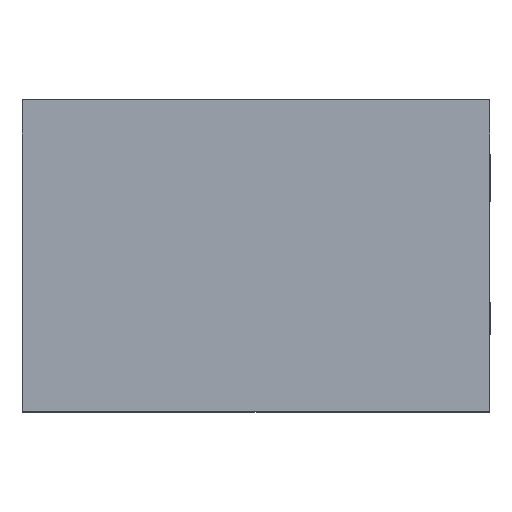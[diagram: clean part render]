
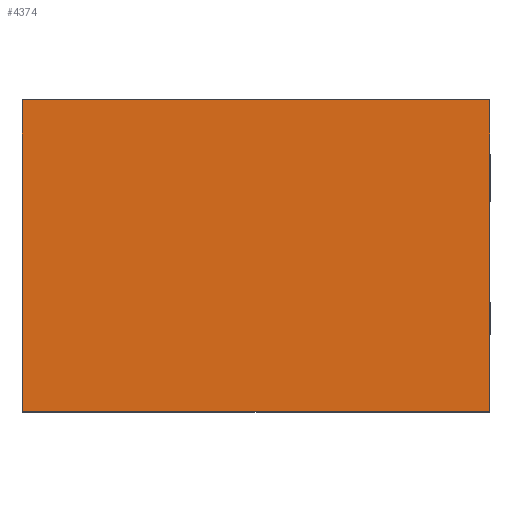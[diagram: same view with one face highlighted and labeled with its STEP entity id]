
A CAD part, top view. The second image highlights one B-rep face of the part: STEP entity #4374.
In plain terms, the highlighted planar face has unit normal (0, 0, 1).
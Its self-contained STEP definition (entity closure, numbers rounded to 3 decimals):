
#800=ORIENTED_EDGE('',*,*,#1759,.T.);
#801=ORIENTED_EDGE('',*,*,#1743,.T.);
#802=ORIENTED_EDGE('',*,*,#1760,.T.);
#803=ORIENTED_EDGE('',*,*,#1747,.T.);
#1743=EDGE_CURVE('',#2289,#2288,#2773,.T.);
#1747=EDGE_CURVE('',#2293,#2292,#2777,.T.);
#1759=EDGE_CURVE('',#2292,#2289,#2789,.T.);
#1760=EDGE_CURVE('',#2288,#2293,#2790,.T.);
#2288=VERTEX_POINT('',#7446);
#2289=VERTEX_POINT('',#7448);
#2292=VERTEX_POINT('',#7455);
#2293=VERTEX_POINT('',#7457);
#2773=LINE('',#7447,#3335);
#2777=LINE('',#7456,#3339);
#2789=LINE('',#7473,#3351);
#2790=LINE('',#7475,#3352);
#3335=VECTOR('',#6199,1000.);
#3339=VECTOR('',#6205,1000.);
#3351=VECTOR('',#6225,1000.);
#3352=VECTOR('',#6228,1000.);
#3738=EDGE_LOOP('',(#800,#801,#802,#803));
#3966=FACE_BOUND('',#3738,.T.);
#4170=PLANE('',#5488);
#4374=ADVANCED_FACE('',(#3966),#4170,.T.);
#5488=AXIS2_PLACEMENT_3D('',#7476,#6229,#6230);
#6199=DIRECTION('',(0.,-1.,0.));
#6205=DIRECTION('',(0.,1.,0.));
#6225=DIRECTION('',(-1.,0.,0.));
#6228=DIRECTION('',(1.,0.,0.));
#6229=DIRECTION('',(0.,0.,1.));
#6230=DIRECTION('',(1.,0.,0.));
#7446=CARTESIAN_POINT('',(-1.5,-1.,0.8));
#7447=CARTESIAN_POINT('',(-1.5,1.,0.8));
#7448=CARTESIAN_POINT('',(-1.5,1.,0.8));
#7455=CARTESIAN_POINT('',(1.5,1.,0.8));
#7456=CARTESIAN_POINT('',(1.5,-1.,0.8));
#7457=CARTESIAN_POINT('',(1.5,-1.,0.8));
#7473=CARTESIAN_POINT('',(1.5,1.,0.8));
#7475=CARTESIAN_POINT('',(-1.5,-1.,0.8));
#7476=CARTESIAN_POINT('',(0.,0.,0.8));
